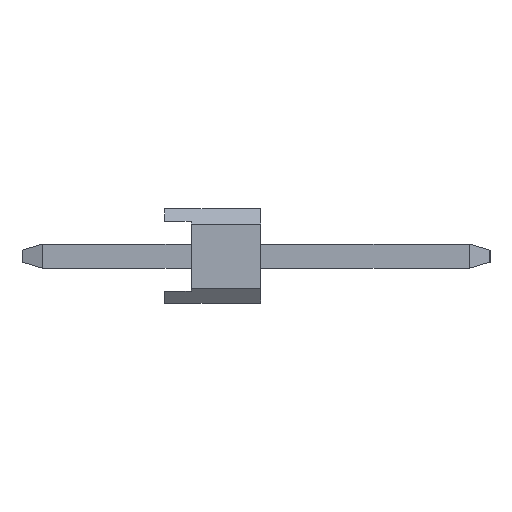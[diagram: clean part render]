
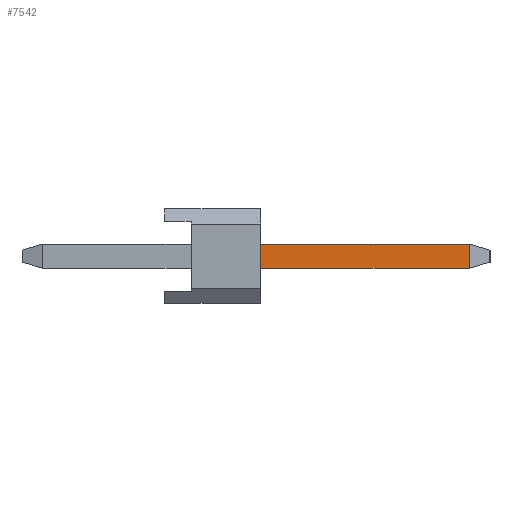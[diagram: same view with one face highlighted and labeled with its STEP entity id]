
A CAD part, left-side view. The second image highlights one B-rep face of the part: STEP entity #7542.
In plain terms, the highlighted planar face has unit normal (-1, 0, 0).
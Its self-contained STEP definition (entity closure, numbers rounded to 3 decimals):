
#7542=ADVANCED_FACE('',(#19150),#19151,.T.);
#8864=VERTEX_POINT('',#20640);
#8988=EDGE_CURVE('',#10970,#12604,#20776,.T.);
#10970=VERTEX_POINT('',#22956);
#11456=EDGE_CURVE('',#11706,#8864,#23495,.T.);
#11706=VERTEX_POINT('',#23769);
#12604=VERTEX_POINT('',#24759);
#14288=EDGE_CURVE('',#8864,#10970,#26605,.T.);
#15102=EDGE_CURVE('',#12604,#11706,#27498,.T.);
#19150=FACE_OUTER_BOUND('',#32633,.T.);
#19151=PLANE('',#32634);
#20640=CARTESIAN_POINT('',(-46.04,-2.54,0.32));
#20776=LINE('',#34946,#34947);
#22956=CARTESIAN_POINT('',(-46.04,-8.074,0.32));
#23495=LINE('',#38857,#38858);
#23769=CARTESIAN_POINT('',(-46.04,-2.54,-0.32));
#24759=CARTESIAN_POINT('',(-46.04,-8.074,-0.32));
#26605=LINE('',#43363,#43364);
#27498=LINE('',#44662,#44663);
#32633=EDGE_LOOP('',(#50199,#50200,#50201,#50202));
#32634=AXIS2_PLACEMENT_3D('',#50203,#50204,#50205);
#34946=CARTESIAN_POINT('',(-46.04,-8.074,0.5));
#34947=VECTOR('',#52159,1.0);
#38857=CARTESIAN_POINT('',(-46.04,-2.54,0.252));
#38858=VECTOR('',#54823,1.0);
#43363=CARTESIAN_POINT('',(-46.04,-2.42,0.32));
#43364=VECTOR('',#57825,1.0);
#44662=CARTESIAN_POINT('',(-46.04,3.234,-0.32));
#44663=VECTOR('',#58686,1.0);
#50199=ORIENTED_EDGE('',*,*,#11456,.F.);
#50200=ORIENTED_EDGE('',*,*,#15102,.F.);
#50201=ORIENTED_EDGE('',*,*,#8988,.F.);
#50202=ORIENTED_EDGE('',*,*,#14288,.F.);
#50203=CARTESIAN_POINT('',(-46.04,3.234,0.5));
#50204=DIRECTION('',(-1.0,0.,0.));
#50205=DIRECTION('',(0.,1.0,0.));
#52159=DIRECTION('',(0.0,0.,-1.0));
#54823=DIRECTION('',(0.,0.,1.0));
#57825=DIRECTION('',(0.,-1.0,0.));
#58686=DIRECTION('',(0.,1.0,0.));
